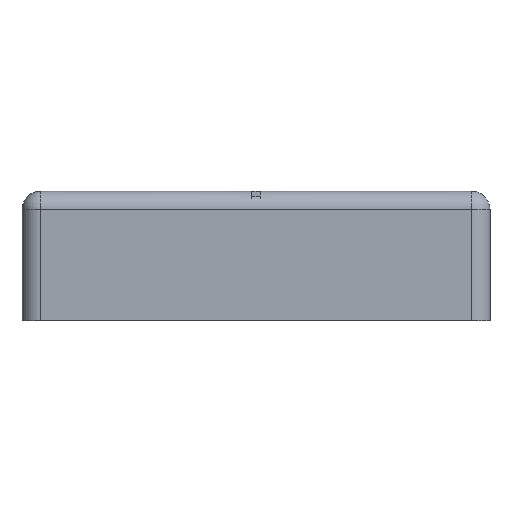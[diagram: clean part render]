
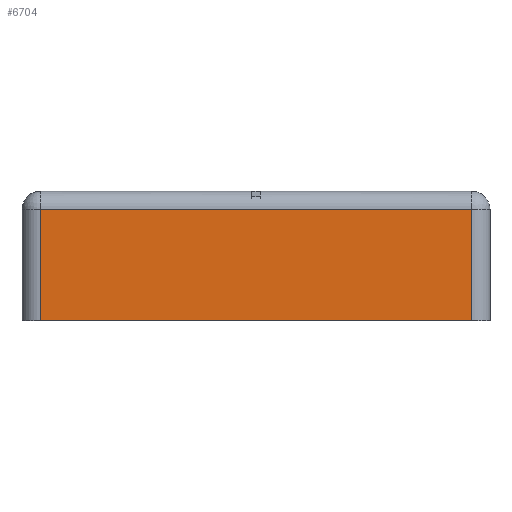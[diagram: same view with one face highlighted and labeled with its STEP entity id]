
A CAD part, left-side view. The second image highlights one B-rep face of the part: STEP entity #6704.
In plain terms, the highlighted planar face has unit normal (-1, 0, 0).
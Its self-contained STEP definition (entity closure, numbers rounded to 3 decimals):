
#182=PLANE('',#7408);
#615=LINE('',#11749,#1181);
#644=LINE('',#11916,#1210);
#645=LINE('',#11917,#1211);
#646=LINE('',#11918,#1212);
#1181=VECTOR('',#8956,10.);
#1210=VECTOR('',#9103,10.);
#1211=VECTOR('',#9104,10.);
#1212=VECTOR('',#9105,10.);
#1798=FACE_OUTER_BOUND('',#2180,.T.);
#2180=EDGE_LOOP('',(#5851,#5852,#5853,#5854));
#3230=VERTEX_POINT('',#11746);
#3231=VERTEX_POINT('',#11748);
#3263=VERTEX_POINT('',#11914);
#3264=VERTEX_POINT('',#11915);
#4120=EDGE_CURVE('',#3230,#3231,#615,.T.);
#4181=EDGE_CURVE('',#3263,#3264,#644,.T.);
#4182=EDGE_CURVE('',#3263,#3231,#645,.T.);
#4183=EDGE_CURVE('',#3264,#3230,#646,.T.);
#5851=ORIENTED_EDGE('',*,*,#4181,.F.);
#5852=ORIENTED_EDGE('',*,*,#4182,.T.);
#5853=ORIENTED_EDGE('',*,*,#4120,.F.);
#5854=ORIENTED_EDGE('',*,*,#4183,.F.);
#6704=ADVANCED_FACE('',(#1798),#182,.T.);
#7408=AXIS2_PLACEMENT_3D('',#11913,#9101,#9102);
#8956=DIRECTION('',(0.,1.,0.));
#9101=DIRECTION('center_axis',(-1.,0.,0.));
#9102=DIRECTION('ref_axis',(0.,-1.,0.));
#9103=DIRECTION('',(0.,-1.,0.));
#9104=DIRECTION('',(0.,0.,-1.));
#9105=DIRECTION('',(0.,0.,-1.));
#11746=CARTESIAN_POINT('',(-51.,-47.,-21.));
#11748=CARTESIAN_POINT('',(-51.,47.,-21.));
#11749=CARTESIAN_POINT('',(-51.,-47.,-21.));
#11913=CARTESIAN_POINT('Origin',(-51.,51.,0.));
#11914=CARTESIAN_POINT('',(-51.,47.,3.2));
#11915=CARTESIAN_POINT('',(-51.,-47.,3.2));
#11916=CARTESIAN_POINT('',(-51.,25.5,3.2));
#11917=CARTESIAN_POINT('',(-51.,47.,0.));
#11918=CARTESIAN_POINT('',(-51.,-47.,0.));
